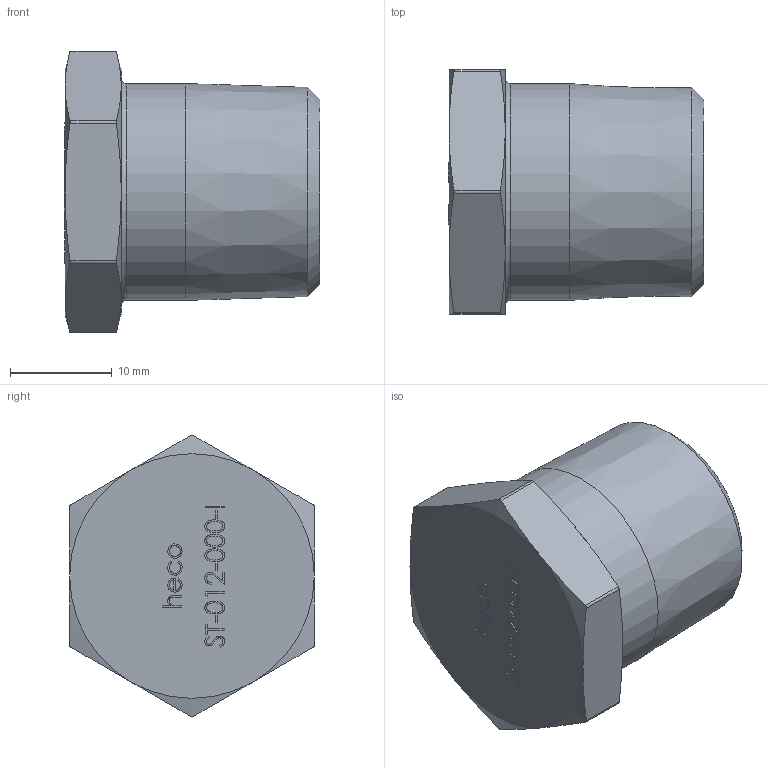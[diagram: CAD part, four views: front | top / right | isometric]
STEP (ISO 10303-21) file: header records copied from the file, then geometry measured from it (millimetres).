
FILE_DESCRIPTION (( 'STEP AP214' ), '1' );
FILE_NAME ('heco ST-012-000-I.STEP', '2016-06-16T11:03:05', ( '' ), ( '' ), 'SwSTEP 2.0', 'SolidWorks 2011', '' );
FILE_SCHEMA (( 'AUTOMOTIVE_DESIGN' ));
Length unit declared in the file: millimetre
Products named in the file (1): heco ST-012-000-I
Bounding box: 25.1 x 24 x 27.62 mm (x, y, z)
Volume: 5684.9 mm3; surface area: 3621.3 mm2
Topology: 1 solids, 1 shells, 200 faces, 508 edges, 334 vertices
Faces by surface type: bspline 92, plane 83, cone 15, cylinder 8, torus 2
Full cylindrical faces by diameter (mm): 14.5 x1, 21.273 x1
Entity records: 13614 total; most frequent: CARTESIAN_POINT 7366, ORIENTED_EDGE 996, DIRECTION 517, EDGE_CURVE 498, VERTEX_POINT 331, VECTOR 257, LINE 257, EDGE_LOOP 231
